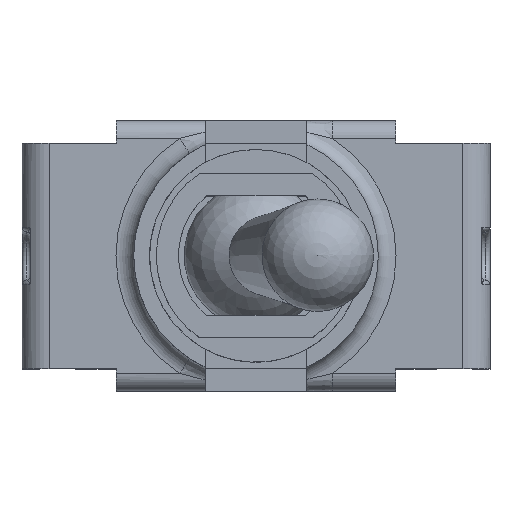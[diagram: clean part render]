
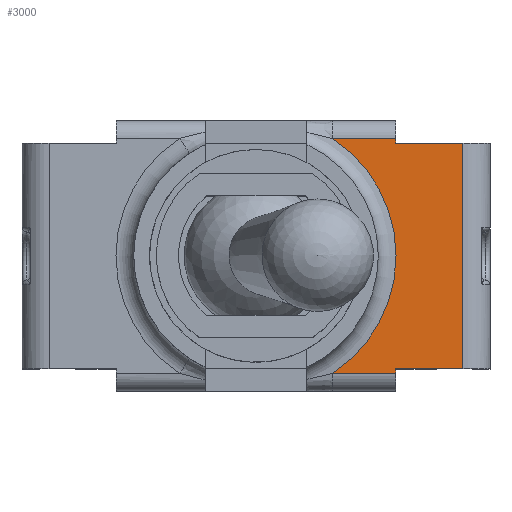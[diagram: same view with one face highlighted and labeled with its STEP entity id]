
A CAD part, top view. The second image highlights one B-rep face of the part: STEP entity #3000.
In plain terms, the highlighted planar face has unit normal (0, 0, 1).
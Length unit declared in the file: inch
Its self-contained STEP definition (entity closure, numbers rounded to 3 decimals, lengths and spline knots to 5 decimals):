
#2592=CARTESIAN_POINT('',(0.12402,0.10433,0.36614));
#2593=VERTEX_POINT('',#2592);
#2611=CARTESIAN_POINT('',(0.06777,0.10433,0.36614));
#2612=VERTEX_POINT('',#2611);
#2620=CARTESIAN_POINT('',(0.06777,0.10433,0.36614));
#2621=DIRECTION('',(1.0,0.0,0.0));
#2622=VECTOR('',#2621,0.05625);
#2623=LINE('',#2620,#2622);
#2624=EDGE_CURVE('',#2612,#2593,#2623,.T.);
#2837=CARTESIAN_POINT('',(0.12402,-0.10433,0.36614));
#2838=VERTEX_POINT('',#2837);
#2846=CARTESIAN_POINT('',(0.06777,-0.10433,0.36614));
#2847=VERTEX_POINT('',#2846);
#2848=CARTESIAN_POINT('',(0.12402,-0.10433,0.36614));
#2849=DIRECTION('',(-1.0,0.0,0.0));
#2850=VECTOR('',#2849,0.05625);
#2851=LINE('',#2848,#2850);
#2852=EDGE_CURVE('',#2838,#2847,#2851,.T.);
#2946=CARTESIAN_POINT('',(0.18966,0.11476,0.36614));
#2947=DIRECTION('',(0.0,0.0,1.0));
#2948=DIRECTION('',(1.0,0.0,0.0));
#2949=AXIS2_PLACEMENT_3D('',#2946,#2947,#2948);
#2950=PLANE('',#2949);
#2951=ORIENTED_EDGE('',*,*,#2624,.F.);
#2952=CARTESIAN_POINT('',(0.0,0.0,0.36614));
#2953=DIRECTION('',(0.0,0.0,1.0));
#2954=DIRECTION('',(1.0,0.0,0.0));
#2955=AXIS2_PLACEMENT_3D('',#2952,#2953,#2954);
#2956=CIRCLE('',#2955,0.12441);
#2957=EDGE_CURVE('',#2847,#2612,#2956,.T.);
#2958=ORIENTED_EDGE('',*,*,#2957,.F.);
#2959=ORIENTED_EDGE('',*,*,#2852,.F.);
#2960=CARTESIAN_POINT('',(0.12402,-0.1,0.36614));
#2961=VERTEX_POINT('',#2960);
#2962=CARTESIAN_POINT('',(0.12402,-0.1,0.36614));
#2963=DIRECTION('',(0.0,-1.0,0.0));
#2964=VECTOR('',#2963,0.00433);
#2965=LINE('',#2962,#2964);
#2966=EDGE_CURVE('',#2961,#2838,#2965,.T.);
#2967=ORIENTED_EDGE('',*,*,#2966,.F.);
#2968=CARTESIAN_POINT('',(0.18386,-0.1,0.36614));
#2969=VERTEX_POINT('',#2968);
#2970=CARTESIAN_POINT('',(0.18386,-0.1,0.36614));
#2971=DIRECTION('',(-1.0,0.0,0.0));
#2972=VECTOR('',#2971,0.05984);
#2973=LINE('',#2970,#2972);
#2974=EDGE_CURVE('',#2969,#2961,#2973,.T.);
#2975=ORIENTED_EDGE('',*,*,#2974,.F.);
#2976=CARTESIAN_POINT('',(0.18386,0.1,0.36614));
#2977=VERTEX_POINT('',#2976);
#2978=CARTESIAN_POINT('',(0.18386,0.1,0.36614));
#2979=DIRECTION('',(0.0,-1.0,0.0));
#2980=VECTOR('',#2979,0.2);
#2981=LINE('',#2978,#2980);
#2982=EDGE_CURVE('',#2977,#2969,#2981,.T.);
#2983=ORIENTED_EDGE('',*,*,#2982,.F.);
#2984=CARTESIAN_POINT('',(0.12402,0.1,0.36614));
#2985=VERTEX_POINT('',#2984);
#2986=CARTESIAN_POINT('',(0.12402,0.1,0.36614));
#2987=DIRECTION('',(1.0,0.0,0.0));
#2988=VECTOR('',#2987,0.05984);
#2989=LINE('',#2986,#2988);
#2990=EDGE_CURVE('',#2985,#2977,#2989,.T.);
#2991=ORIENTED_EDGE('',*,*,#2990,.F.);
#2992=CARTESIAN_POINT('',(0.12402,0.1,0.36614));
#2993=DIRECTION('',(0.0,1.0,0.0));
#2994=VECTOR('',#2993,0.00433);
#2995=LINE('',#2992,#2994);
#2996=EDGE_CURVE('',#2985,#2593,#2995,.T.);
#2997=ORIENTED_EDGE('',*,*,#2996,.T.);
#2998=EDGE_LOOP('',(#2951,#2958,#2959,#2967,#2975,#2983,#2991,#2997));
#2999=FACE_OUTER_BOUND('',#2998,.T.);
#3000=ADVANCED_FACE('',(#2999),#2950,.T.);
